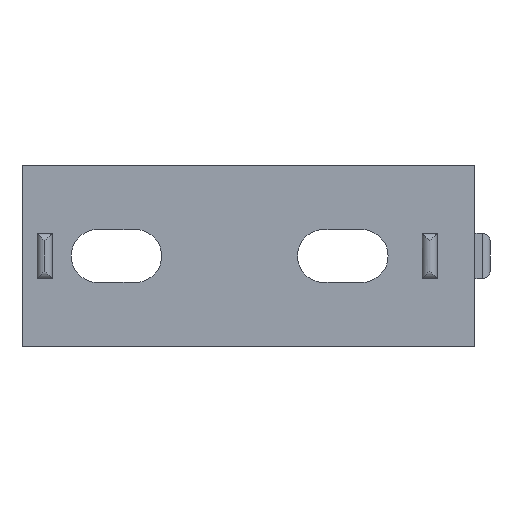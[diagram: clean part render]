
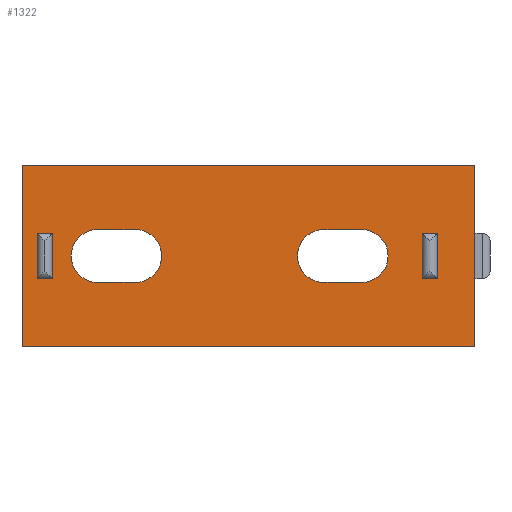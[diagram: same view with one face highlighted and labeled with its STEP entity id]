
A CAD part, left-side view. The second image highlights one B-rep face of the part: STEP entity #1322.
In plain terms, the highlighted planar face has unit normal (-1, 0, 0).
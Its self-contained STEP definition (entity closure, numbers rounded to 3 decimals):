
#19=FACE_BOUND('',#248,.T.);
#20=FACE_BOUND('',#249,.T.);
#21=FACE_BOUND('',#250,.T.);
#22=FACE_BOUND('',#251,.T.);
#93=PLANE('',#1454);
#168=FACE_OUTER_BOUND('',#247,.T.);
#247=EDGE_LOOP('',(#1174,#1175,#1176,#1177));
#248=EDGE_LOOP('',(#1178,#1179,#1180,#1181));
#249=EDGE_LOOP('',(#1182,#1183,#1184,#1185));
#250=EDGE_LOOP('',(#1186,#1187,#1188,#1189));
#251=EDGE_LOOP('',(#1190,#1191,#1192,#1193));
#304=LINE('',#1987,#433);
#312=LINE('',#2012,#441);
#315=LINE('',#2017,#444);
#319=LINE('',#2031,#448);
#323=LINE('',#2041,#452);
#327=LINE('',#2055,#456);
#331=LINE('',#2065,#460);
#333=LINE('',#2069,#462);
#335=LINE('',#2073,#464);
#336=LINE('',#2075,#465);
#337=LINE('',#2078,#466);
#339=LINE('',#2081,#468);
#371=LINE('',#2205,#500);
#378=LINE('',#2221,#507);
#384=LINE('',#2234,#513);
#385=LINE('',#2236,#514);
#433=VECTOR('',#1601,2.);
#441=VECTOR('',#1627,6.);
#444=VECTOR('',#1632,2.);
#448=VECTOR('',#1644,5.);
#452=VECTOR('',#1656,5.);
#456=VECTOR('',#1668,5.);
#460=VECTOR('',#1680,5.);
#462=VECTOR('',#1684,6.);
#464=VECTOR('',#1688,2.);
#465=VECTOR('',#1691,6.);
#466=VECTOR('',#1694,2.);
#468=VECTOR('',#1698,6.);
#500=VECTOR('',#1810,60.);
#507=VECTOR('',#1825,60.);
#513=VECTOR('',#1841,24.);
#514=VECTOR('',#1844,24.);
#524=CIRCLE('',#1386,3.5);
#526=CIRCLE('',#1390,3.5);
#528=CIRCLE('',#1394,3.5);
#530=CIRCLE('',#1398,3.5);
#585=VERTEX_POINT('',#1984);
#586=VERTEX_POINT('',#1986);
#593=VERTEX_POINT('',#2009);
#594=VERTEX_POINT('',#2011);
#595=VERTEX_POINT('',#2015);
#598=VERTEX_POINT('',#2022);
#599=VERTEX_POINT('',#2024);
#601=VERTEX_POINT('',#2030);
#603=VERTEX_POINT('',#2036);
#606=VERTEX_POINT('',#2046);
#607=VERTEX_POINT('',#2048);
#609=VERTEX_POINT('',#2054);
#611=VERTEX_POINT('',#2060);
#612=VERTEX_POINT('',#2067);
#613=VERTEX_POINT('',#2071);
#614=VERTEX_POINT('',#2077);
#650=VERTEX_POINT('',#2202);
#651=VERTEX_POINT('',#2204);
#655=VERTEX_POINT('',#2218);
#656=VERTEX_POINT('',#2220);
#726=EDGE_CURVE('',#586,#585,#304,.T.);
#738=EDGE_CURVE('',#594,#593,#312,.T.);
#741=EDGE_CURVE('',#593,#595,#315,.T.);
#744=EDGE_CURVE('',#599,#598,#524,.T.);
#747=EDGE_CURVE('',#601,#599,#319,.T.);
#750=EDGE_CURVE('',#603,#601,#526,.T.);
#753=EDGE_CURVE('',#598,#603,#323,.T.);
#756=EDGE_CURVE('',#607,#606,#528,.T.);
#759=EDGE_CURVE('',#609,#607,#327,.T.);
#762=EDGE_CURVE('',#611,#609,#530,.T.);
#765=EDGE_CURVE('',#606,#611,#331,.T.);
#767=EDGE_CURVE('',#585,#612,#333,.T.);
#769=EDGE_CURVE('',#612,#613,#335,.T.);
#770=EDGE_CURVE('',#613,#586,#336,.T.);
#771=EDGE_CURVE('',#614,#594,#337,.T.);
#773=EDGE_CURVE('',#595,#614,#339,.T.);
#827=EDGE_CURVE('',#650,#651,#371,.T.);
#835=EDGE_CURVE('',#656,#655,#378,.T.);
#842=EDGE_CURVE('',#650,#656,#384,.T.);
#843=EDGE_CURVE('',#651,#655,#385,.T.);
#1174=ORIENTED_EDGE('',*,*,#835,.T.);
#1175=ORIENTED_EDGE('',*,*,#843,.F.);
#1176=ORIENTED_EDGE('',*,*,#827,.F.);
#1177=ORIENTED_EDGE('',*,*,#842,.T.);
#1178=ORIENTED_EDGE('',*,*,#750,.T.);
#1179=ORIENTED_EDGE('',*,*,#747,.T.);
#1180=ORIENTED_EDGE('',*,*,#744,.T.);
#1181=ORIENTED_EDGE('',*,*,#753,.T.);
#1182=ORIENTED_EDGE('',*,*,#762,.T.);
#1183=ORIENTED_EDGE('',*,*,#759,.T.);
#1184=ORIENTED_EDGE('',*,*,#756,.T.);
#1185=ORIENTED_EDGE('',*,*,#765,.T.);
#1186=ORIENTED_EDGE('',*,*,#726,.T.);
#1187=ORIENTED_EDGE('',*,*,#767,.T.);
#1188=ORIENTED_EDGE('',*,*,#769,.T.);
#1189=ORIENTED_EDGE('',*,*,#770,.T.);
#1190=ORIENTED_EDGE('',*,*,#771,.T.);
#1191=ORIENTED_EDGE('',*,*,#738,.T.);
#1192=ORIENTED_EDGE('',*,*,#741,.T.);
#1193=ORIENTED_EDGE('',*,*,#773,.T.);
#1322=ADVANCED_FACE('',(#168,#19,#20,#21,#22),#93,.T.);
#1386=AXIS2_PLACEMENT_3D('',#2025,#1638,#1639);
#1390=AXIS2_PLACEMENT_3D('',#2037,#1650,#1651);
#1394=AXIS2_PLACEMENT_3D('',#2049,#1662,#1663);
#1398=AXIS2_PLACEMENT_3D('',#2061,#1674,#1675);
#1454=AXIS2_PLACEMENT_3D('',#2235,#1842,#1843);
#1601=DIRECTION('',(0.,1.,0.));
#1627=DIRECTION('',(0.,0.,-1.));
#1632=DIRECTION('',(0.,1.,0.));
#1638=DIRECTION('center_axis',(1.,0.,0.));
#1639=DIRECTION('ref_axis',(0.,0.,1.));
#1644=DIRECTION('',(0.,1.,0.));
#1650=DIRECTION('center_axis',(1.,0.,0.));
#1651=DIRECTION('ref_axis',(0.,0.,-1.));
#1656=DIRECTION('',(0.,-1.,0.));
#1662=DIRECTION('center_axis',(1.,0.,0.));
#1663=DIRECTION('ref_axis',(0.,0.,1.));
#1668=DIRECTION('',(0.,1.,0.));
#1674=DIRECTION('center_axis',(1.,0.,0.));
#1675=DIRECTION('ref_axis',(0.,0.,-1.));
#1680=DIRECTION('',(0.,-1.,0.));
#1684=DIRECTION('',(0.,0.,1.));
#1688=DIRECTION('',(0.,-1.,0.));
#1691=DIRECTION('',(0.,0.,-1.));
#1694=DIRECTION('',(0.,-1.,0.));
#1698=DIRECTION('',(0.,0.,1.));
#1810=DIRECTION('',(0.,-1.,0.));
#1825=DIRECTION('',(0.,-1.,0.));
#1841=DIRECTION('',(0.,0.,-1.));
#1842=DIRECTION('center_axis',(-1.,0.,0.));
#1843=DIRECTION('ref_axis',(0.,0.,1.));
#1844=DIRECTION('',(0.,0.,-1.));
#1984=CARTESIAN_POINT('',(0.,7.,-15.));
#1986=CARTESIAN_POINT('',(0.,5.,-15.));
#1987=CARTESIAN_POINT('',(0.,32.5,-15.));
#2009=CARTESIAN_POINT('',(0.,56.,-15.));
#2011=CARTESIAN_POINT('',(0.,56.,-9.));
#2012=CARTESIAN_POINT('',(0.,56.,-4.5));
#2015=CARTESIAN_POINT('',(0.,58.,-15.));
#2017=CARTESIAN_POINT('',(0.,58.,-15.));
#2022=CARTESIAN_POINT('',(0.,20.,-8.5));
#2024=CARTESIAN_POINT('',(0.,20.,-15.5));
#2025=CARTESIAN_POINT('Origin',(0.,20.,-12.));
#2030=CARTESIAN_POINT('',(0.,15.,-15.5));
#2031=CARTESIAN_POINT('',(0.,40.,-15.5));
#2036=CARTESIAN_POINT('',(0.,15.,-8.5));
#2037=CARTESIAN_POINT('Origin',(0.,15.,-12.));
#2041=CARTESIAN_POINT('',(0.,37.5,-8.5));
#2046=CARTESIAN_POINT('',(0.,50.,-8.5));
#2048=CARTESIAN_POINT('',(0.,50.,-15.5));
#2049=CARTESIAN_POINT('Origin',(0.,50.,-12.));
#2054=CARTESIAN_POINT('',(0.,45.,-15.5));
#2055=CARTESIAN_POINT('',(0.,55.,-15.5));
#2060=CARTESIAN_POINT('',(0.,45.,-8.5));
#2061=CARTESIAN_POINT('Origin',(0.,45.,-12.));
#2065=CARTESIAN_POINT('',(0.,52.5,-8.5));
#2067=CARTESIAN_POINT('',(0.,7.,-9.));
#2069=CARTESIAN_POINT('',(0.,7.,-7.5));
#2071=CARTESIAN_POINT('',(0.,5.,-9.));
#2073=CARTESIAN_POINT('',(0.,33.5,-9.));
#2075=CARTESIAN_POINT('',(0.,5.,-4.5));
#2077=CARTESIAN_POINT('',(0.,58.,-9.));
#2078=CARTESIAN_POINT('',(0.,59.,-9.));
#2081=CARTESIAN_POINT('',(0.,58.,-7.5));
#2202=CARTESIAN_POINT('',(0.,60.,0.));
#2204=CARTESIAN_POINT('',(0.,0.,0.));
#2205=CARTESIAN_POINT('',(0.,60.,0.));
#2218=CARTESIAN_POINT('',(0.,0.,-24.));
#2220=CARTESIAN_POINT('',(0.,60.,-24.));
#2221=CARTESIAN_POINT('',(0.,60.,-24.));
#2234=CARTESIAN_POINT('',(0.,60.,0.));
#2235=CARTESIAN_POINT('Origin',(0.,60.,0.));
#2236=CARTESIAN_POINT('',(0.,0.,0.));
